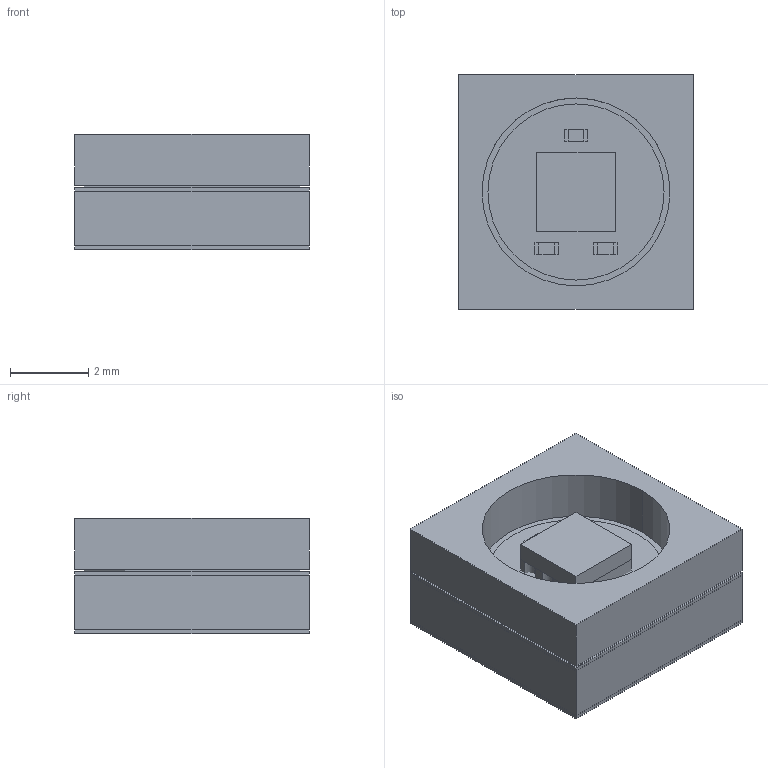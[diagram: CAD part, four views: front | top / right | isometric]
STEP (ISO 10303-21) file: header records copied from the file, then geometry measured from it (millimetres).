
FILE_DESCRIPTION(('STEP AP242'),'1');
FILE_NAME('ABLS-PCB-R01.stp','2023-07-27T02:24:25',(' '),(' '),'Spatial InterOp 3D',' ',' ');
FILE_SCHEMA(('AP242_MANAGED_MODEL_BASED_3D_ENGINEERING_MIM_LF {1 0 10303 442 1 1 4}'));
Length unit declared in the file: metre
Products named in the file (24): ABLS-PCB-R01; Board; Open CASCADE STEP translator 6.8 2.1.1; VEML3235; IC; Carrier; Verguss; Light_Sensor_VEML3235; U1; RES_0201_m0603; Open CASCADE STEP translator 6.8 2.3.1.1; Open CASCADE STEP translator 6.8 2.3.1.2; Open CASCADE STEP translator 6.8 2.3.1.3; Open CASCADE STEP translator 6.8 2.3.1.4; R2; R1; CAP_0201_m0603; Open CASCADE STEP translator 6.8 2.5.1.1; Open CASCADE STEP translator 6.8 2.5.1.2; Open CASCADE STEP translator 6.8 2.5.1.3; C1; Dampener
Assembly tree (27 placements, depth 5):
  ABLS-PCB-R01
    ABLS-PCB-R01
    Board
      Open CASCADE STEP translator 6.8 2.1.1
    U1
      Light_Sensor_VEML3235
        VEML3235
          IC
          Carrier
          Verguss
    R2
      RES_0201_m0603
        Open CASCADE STEP translator 6.8 2.3.1.1
        Open CASCADE STEP translator 6.8 2.3.1.2
        Open CASCADE STEP translator 6.8 2.3.1.3
        Open CASCADE STEP translator 6.8 2.3.1.4
    R1
      RES_0201_m0603
        Open CASCADE STEP translator 6.8 2.3.1.1
        Open CASCADE STEP translator 6.8 2.3.1.2
        Open CASCADE STEP translator 6.8 2.3.1.3
        Open CASCADE STEP translator 6.8 2.3.1.4
    C1
      CAP_0201_m0603
        Open CASCADE STEP translator 6.8 2.5.1.1
        Open CASCADE STEP translator 6.8 2.5.1.2
        Open CASCADE STEP translator 6.8 2.5.1.3
    Dampener
Bounding box: 6 x 6 x 2.94 mm (x, y, z)
Volume: 85 mm3; surface area: 418.8 mm2
Topology: 19 solids, 23 shells, 157 faces, 359 edges, 244 vertices
Faces by surface type: plane 141, cylinder 16
Entity records: 5260 total; most frequent: DIRECTION 647, CARTESIAN_POINT 646, ORIENTED_EDGE 560, EDGE_CURVE 287, LINE 253, VECTOR 253, AXIS2_PLACEMENT_3D 197, VERTEX_POINT 196
